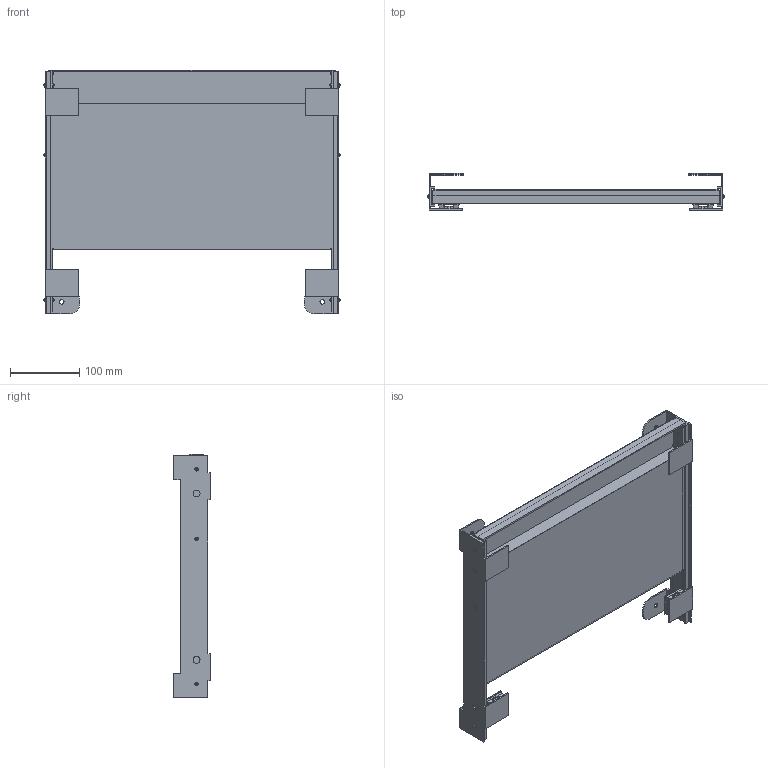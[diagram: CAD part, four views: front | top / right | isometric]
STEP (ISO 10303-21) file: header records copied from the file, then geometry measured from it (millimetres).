
FILE_DESCRIPTION(('STEP AP214'),'1');
FILE_NAME('cctmp_1AFB4373-F6BB-4005-8FF4-3EC444F797A6_2022_08_03_10_21_51_0522_8400..stp','2022-08-03T08:21:51',('Bosch Rexroth AG'),('CADClick - www.CADClick.com'),'Spatial InterOp 3D',' ','unknown authorization - (Healing Option Enabled)');
FILE_SCHEMA(('AUTOMOTIVE_DESIGN'));
Length unit declared in the file: millimetre
Products named in the file (1): 2022_08_03_10_21_51_0506
Bounding box: 428 x 53.5 x 352 mm (x, y, z)
Volume: 343010.4 mm3; surface area: 396686.3 mm2
Topology: 1 solids, 1 shells, 484 faces, 1285 edges, 834 vertices
Faces by surface type: plane 340, cylinder 92, cone 28, sphere 24
Entity records: 18837 total; most frequent: CARTESIAN_POINT 2604, ORIENTED_EDGE 2570, DIRECTION 2527, EDGE_CURVE 1285, LINE 1013, VECTOR 1013, VERTEX_POINT 834, AXIS2_PLACEMENT_3D 757
